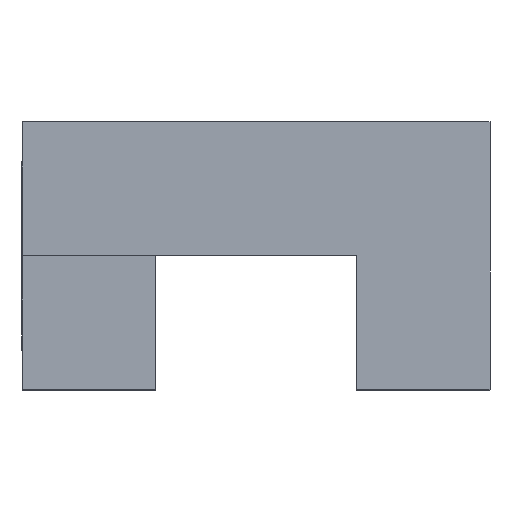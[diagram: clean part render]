
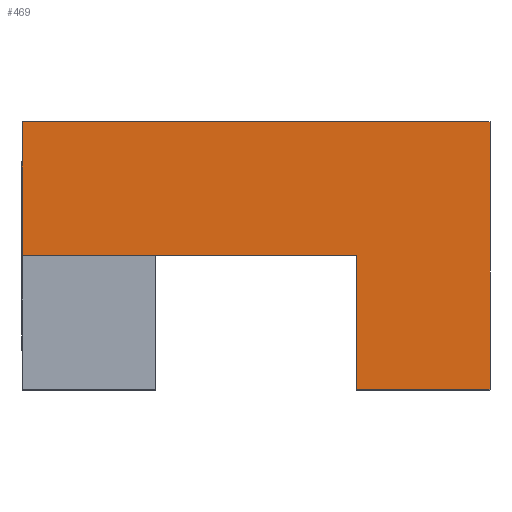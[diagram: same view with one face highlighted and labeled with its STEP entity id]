
A CAD part, top view. The second image highlights one B-rep face of the part: STEP entity #469.
In plain terms, the highlighted planar face has unit normal (0, 0, 1).
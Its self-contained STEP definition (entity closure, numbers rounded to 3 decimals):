
#12 = LINE ( 'NONE', #387, #334 ) ;
#33 = DIRECTION ( 'NONE',  ( 1., 0., 0. ) ) ;
#34 = CARTESIAN_POINT ( 'NONE',  ( 35., 40., 45. ) ) ;
#41 = EDGE_LOOP ( 'NONE', ( #170, #544, #433, #77, #498, #536 ) ) ;
#46 = CARTESIAN_POINT ( 'NONE',  ( 15.05, 0., 45. ) ) ;
#75 = LINE ( 'NONE', #594, #206 ) ;
#77 = ORIENTED_EDGE ( 'NONE', *, *, #279, .T. ) ;
#94 = EDGE_CURVE ( 'NONE', #620, #239, #298, .T. ) ;
#127 = VECTOR ( 'NONE', #33, 1000. ) ;
#140 = EDGE_CURVE ( 'NONE', #239, #332, #567, .T. ) ;
#147 = CARTESIAN_POINT ( 'NONE',  ( 35., 0., 45. ) ) ;
#160 = VECTOR ( 'NONE', #436, 1000. ) ;
#170 = ORIENTED_EDGE ( 'NONE', *, *, #173, .T. ) ;
#173 = EDGE_CURVE ( 'NONE', #620, #246, #315, .T. ) ;
#175 = VECTOR ( 'NONE', #507, 1000. ) ;
#206 = VECTOR ( 'NONE', #242, 1000. ) ;
#207 = PLANE ( 'NONE',  #391 ) ;
#223 = EDGE_CURVE ( 'NONE', #301, #238, #12, .T. ) ;
#231 = DIRECTION ( 'NONE',  ( 0., -1., 0. ) ) ;
#233 = EDGE_CURVE ( 'NONE', #246, #238, #625, .T. ) ;
#238 = VERTEX_POINT ( 'NONE', #441 ) ;
#239 = VERTEX_POINT ( 'NONE', #293 ) ;
#242 = DIRECTION ( 'NONE',  ( 1., 0., 0. ) ) ;
#246 = VERTEX_POINT ( 'NONE', #589 ) ;
#276 = CARTESIAN_POINT ( 'NONE',  ( -35., 40., 45. ) ) ;
#279 = EDGE_CURVE ( 'NONE', #301, #332, #75, .T. ) ;
#293 = CARTESIAN_POINT ( 'NONE',  ( 35., 40., 45. ) ) ;
#298 = LINE ( 'NONE', #644, #175 ) ;
#301 = VERTEX_POINT ( 'NONE', #46 ) ;
#314 = DIRECTION ( 'NONE',  ( 0., 0., -1. ) ) ;
#315 = LINE ( 'NONE', #533, #160 ) ;
#332 = VERTEX_POINT ( 'NONE', #147 ) ;
#334 = VECTOR ( 'NONE', #339, 1000. ) ;
#339 = DIRECTION ( 'NONE',  ( 0., 1., 0. ) ) ;
#387 = CARTESIAN_POINT ( 'NONE',  ( 15.05, 20., 45. ) ) ;
#391 = AXIS2_PLACEMENT_3D ( 'NONE', #467, #314, #513 ) ;
#433 = ORIENTED_EDGE ( 'NONE', *, *, #223, .F. ) ;
#436 = DIRECTION ( 'NONE',  ( 0., -1., 0. ) ) ;
#441 = CARTESIAN_POINT ( 'NONE',  ( 15.05, 20., 45. ) ) ;
#442 = CARTESIAN_POINT ( 'NONE',  ( -35., 20., 45. ) ) ;
#467 = CARTESIAN_POINT ( 'NONE',  ( -35., 40., 45. ) ) ;
#469 = ADVANCED_FACE ( 'NONE', ( #512 ), #207, .F. ) ;
#498 = ORIENTED_EDGE ( 'NONE', *, *, #140, .F. ) ;
#507 = DIRECTION ( 'NONE',  ( 1., 0., 0. ) ) ;
#512 = FACE_OUTER_BOUND ( 'NONE', #41, .T. ) ;
#513 = DIRECTION ( 'NONE',  ( -1., 0., 0. ) ) ;
#519 = VECTOR ( 'NONE', #231, 1000. ) ;
#533 = CARTESIAN_POINT ( 'NONE',  ( -35., 40., 45. ) ) ;
#536 = ORIENTED_EDGE ( 'NONE', *, *, #94, .F. ) ;
#544 = ORIENTED_EDGE ( 'NONE', *, *, #233, .T. ) ;
#567 = LINE ( 'NONE', #34, #519 ) ;
#589 = CARTESIAN_POINT ( 'NONE',  ( -35., 20., 45. ) ) ;
#594 = CARTESIAN_POINT ( 'NONE',  ( -16.966, 0., 45. ) ) ;
#620 = VERTEX_POINT ( 'NONE', #276 ) ;
#625 = LINE ( 'NONE', #442, #127 ) ;
#644 = CARTESIAN_POINT ( 'NONE',  ( -35., 40., 45. ) ) ;
